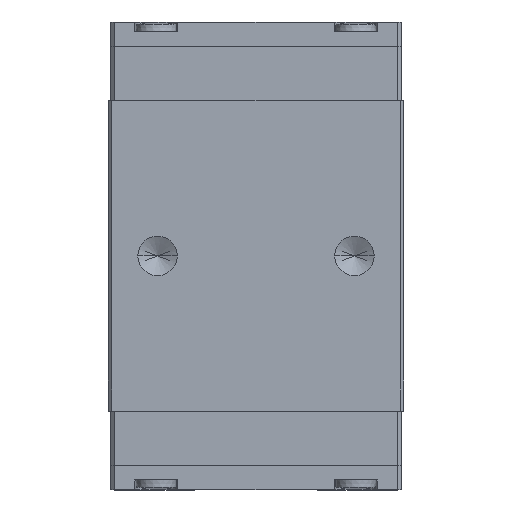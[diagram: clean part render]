
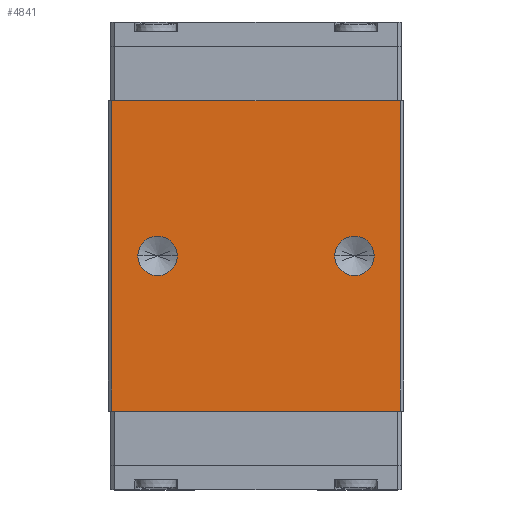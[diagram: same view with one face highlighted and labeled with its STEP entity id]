
A CAD part, top view. The second image highlights one B-rep face of the part: STEP entity #4841.
In plain terms, the highlighted planar face has unit normal (0, 0, 1).
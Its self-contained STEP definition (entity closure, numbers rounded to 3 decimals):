
#2271=VERTEX_POINT('',#6637);
#2475=VERTEX_POINT('',#6858);
#2805=EDGE_CURVE('',#2941,#2271,#7217,.T.);
#2917=VERTEX_POINT('',#7339);
#2941=VERTEX_POINT('',#7364);
#3377=EDGE_CURVE('',#3531,#3493,#7830,.T.);
#3493=VERTEX_POINT('',#7957);
#3531=VERTEX_POINT('',#7998);
#3619=VERTEX_POINT('',#8101);
#3991=VERTEX_POINT('',#8504);
#4071=EDGE_CURVE('',#3531,#2941,#8588,.T.);
#4523=EDGE_CURVE('',#3991,#3619,#9080,.T.);
#4841=ADVANCED_FACE('',(#9422,#9423,#9424),#9425,.T.);
#5041=EDGE_CURVE('',#2475,#2917,#9640,.T.);
#6093=EDGE_CURVE('',#3493,#2271,#10809,.T.);
#6237=EDGE_CURVE('',#2917,#2475,#10967,.T.);
#6443=EDGE_CURVE('',#3619,#3991,#11195,.T.);
#6637=CARTESIAN_POINT('',(5.85,3.2,6.0));
#6858=CARTESIAN_POINT('',(-3.2,9.5,6.0));
#7217=LINE('',#12381,#12382);
#7339=CARTESIAN_POINT('',(-4.8,9.5,6.0));
#7364=CARTESIAN_POINT('',(5.85,15.8,6.0));
#7830=LINE('',#13444,#13445);
#7957=CARTESIAN_POINT('',(-5.85,3.2,6.0));
#7998=CARTESIAN_POINT('',(-5.85,15.8,6.0));
#8101=CARTESIAN_POINT('',(3.2,9.5,6.0));
#8504=CARTESIAN_POINT('',(4.8,9.5,6.0));
#8588=LINE('',#14683,#14684);
#9080=CIRCLE('',#15509,0.8);
#9422=FACE_BOUND('',#16099,.T.);
#9423=FACE_BOUND('',#16100,.T.);
#9424=FACE_OUTER_BOUND('',#16101,.T.);
#9425=PLANE('',#16102);
#9640=CIRCLE('',#16469,0.8);
#10809=LINE('',#18464,#18465);
#10967=CIRCLE('',#18725,0.8);
#11195=CIRCLE('',#19089,0.8);
#12381=CARTESIAN_POINT('',(5.85,15.8,6.0));
#12382=VECTOR('',#19923,1.0);
#13444=CARTESIAN_POINT('',(-5.85,15.8,6.0));
#13445=VECTOR('',#20565,1.0);
#14683=CARTESIAN_POINT('',(-5.85,15.8,6.0));
#14684=VECTOR('',#21417,1.0);
#15509=AXIS2_PLACEMENT_3D('',#21881,#21882,#21883);
#16099=EDGE_LOOP('',(#22173,#22174));
#16100=EDGE_LOOP('',(#22175,#22176));
#16101=EDGE_LOOP('',(#22177,#22178,#22179,#22180));
#16102=AXIS2_PLACEMENT_3D('',#22181,#22182,#22183);
#16469=AXIS2_PLACEMENT_3D('',#22370,#22371,#22372);
#18464=CARTESIAN_POINT('',(-5.85,3.2,6.0));
#18465=VECTOR('',#23773,1.0);
#18725=AXIS2_PLACEMENT_3D('',#23920,#23921,#23922);
#19089=AXIS2_PLACEMENT_3D('',#24202,#24203,#24204);
#19923=DIRECTION('',(0.0,-1.0,0.0));
#20565=DIRECTION('',(0.0,-1.0,0.0));
#21417=DIRECTION('',(1.0,0.0,0.0));
#21881=CARTESIAN_POINT('',(4.0,9.5,6.0));
#21882=DIRECTION('',(0.0,0.0,-1.0));
#21883=DIRECTION('',(1.0,0.0,0.0));
#22173=ORIENTED_EDGE('',*,*,#4523,.T.);
#22174=ORIENTED_EDGE('',*,*,#6443,.T.);
#22175=ORIENTED_EDGE('',*,*,#5041,.T.);
#22176=ORIENTED_EDGE('',*,*,#6237,.T.);
#22177=ORIENTED_EDGE('',*,*,#6093,.T.);
#22178=ORIENTED_EDGE('',*,*,#2805,.F.);
#22179=ORIENTED_EDGE('',*,*,#4071,.F.);
#22180=ORIENTED_EDGE('',*,*,#3377,.T.);
#22181=CARTESIAN_POINT('',(-5.85,15.8,6.0));
#22182=DIRECTION('',(0.0,0.0,1.0));
#22183=DIRECTION('',(-1.0,0.0,-0.0));
#22370=CARTESIAN_POINT('',(-4.0,9.5,6.0));
#22371=DIRECTION('',(0.0,0.0,-1.0));
#22372=DIRECTION('',(1.0,0.0,0.0));
#23773=DIRECTION('',(1.0,0.0,0.0));
#23920=CARTESIAN_POINT('',(-4.0,9.5,6.0));
#23921=DIRECTION('',(0.0,0.0,-1.0));
#23922=DIRECTION('',(1.0,0.0,0.0));
#24202=CARTESIAN_POINT('',(4.0,9.5,6.0));
#24203=DIRECTION('',(0.0,0.0,-1.0));
#24204=DIRECTION('',(1.0,0.0,0.0));
